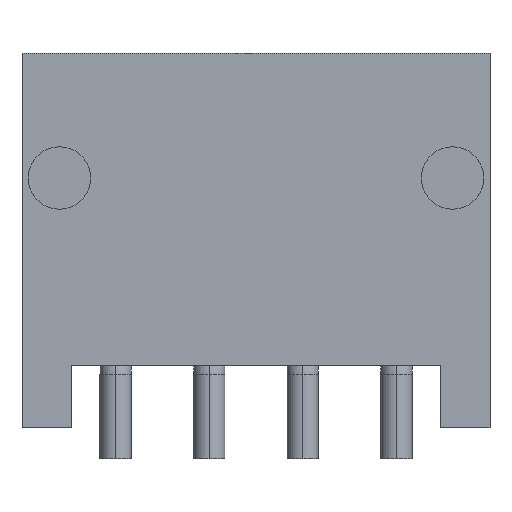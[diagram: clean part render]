
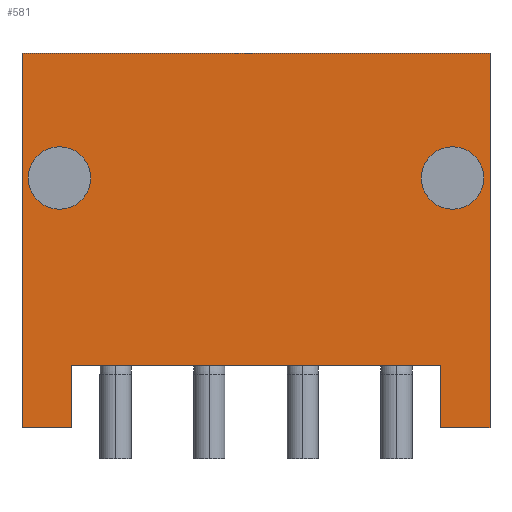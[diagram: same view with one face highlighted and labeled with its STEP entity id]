
A CAD part, front view. The second image highlights one B-rep face of the part: STEP entity #581.
In plain terms, the highlighted planar face has unit normal (0, -1, 0).
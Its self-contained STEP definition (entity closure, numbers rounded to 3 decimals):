
#7 = VERTEX_POINT ( 'NONE', #775 ) ;
#9 = EDGE_CURVE ( 'NONE', #10, #7, #774, .T. ) ;
#10 = VERTEX_POINT ( 'NONE', #769 ) ;
#210 = VERTEX_POINT ( 'NONE', #1480 ) ;
#212 = EDGE_CURVE ( 'NONE', #210, #233, #1539, .T. ) ;
#233 = VERTEX_POINT ( 'NONE', #1374 ) ;
#252 = VERTEX_POINT ( 'NONE', #1576 ) ;
#254 = EDGE_CURVE ( 'NONE', #255, #252, #1575, .T. ) ;
#255 = VERTEX_POINT ( 'NONE', #1571 ) ;
#299 = VERTEX_POINT ( 'NONE', #1627 ) ;
#301 = EDGE_CURVE ( 'NONE', #391, #299, #1625, .T. ) ;
#360 = ORIENTED_EDGE ( 'NONE', *, *, #361, .F. ) ;
#361 = EDGE_CURVE ( 'NONE', #255, #589, #1960, .T. ) ;
#362 = ORIENTED_EDGE ( 'NONE', *, *, #254, .T. ) ;
#363 = ORIENTED_EDGE ( 'NONE', *, *, #364, .T. ) ;
#364 = EDGE_CURVE ( 'NONE', #252, #365, #1956, .T. ) ;
#365 = VERTEX_POINT ( 'NONE', #1952 ) ;
#366 = ORIENTED_EDGE ( 'NONE', *, *, #367, .F. ) ;
#367 = EDGE_CURVE ( 'NONE', #368, #365, #1951, .T. ) ;
#368 = VERTEX_POINT ( 'NONE', #1947 ) ;
#369 = ORIENTED_EDGE ( 'NONE', *, *, #370, .F. ) ;
#370 = EDGE_CURVE ( 'NONE', #394, #368, #1946, .T. ) ;
#371 = ORIENTED_EDGE ( 'NONE', *, *, #393, .T. ) ;
#391 = VERTEX_POINT ( 'NONE', #1916 ) ;
#393 = EDGE_CURVE ( 'NONE', #394, #391, #2006, .T. ) ;
#394 = VERTEX_POINT ( 'NONE', #2002 ) ;
#564 = ORIENTED_EDGE ( 'NONE', *, *, #301, .T. ) ;
#565 = EDGE_LOOP ( 'NONE', ( #566, #568 ) ) ;
#566 = ORIENTED_EDGE ( 'NONE', *, *, #567, .F. ) ;
#567 = EDGE_CURVE ( 'NONE', #233, #210, #2364, .T. ) ;
#568 = ORIENTED_EDGE ( 'NONE', *, *, #212, .F. ) ;
#581 = ADVANCED_FACE ( 'NONE', ( #2449, #2448, #2447 ), #2432, .F. ) ;
#582 = EDGE_LOOP ( 'NONE', ( #583, #584 ) ) ;
#583 = ORIENTED_EDGE ( 'NONE', *, *, #9, .T. ) ;
#584 = ORIENTED_EDGE ( 'NONE', *, *, #585, .T. ) ;
#585 = EDGE_CURVE ( 'NONE', #7, #10, #2292, .T. ) ;
#586 = EDGE_LOOP ( 'NONE', ( #587, #360, #362, #363, #366, #369, #371, #564 ) ) ;
#587 = ORIENTED_EDGE ( 'NONE', *, *, #588, .F. ) ;
#588 = EDGE_CURVE ( 'NONE', #589, #299, #2287, .T. ) ;
#589 = VERTEX_POINT ( 'NONE', #2283 ) ;
#769 = CARTESIAN_POINT ( 'NONE',  ( -3.15, 0., 4.5 ) ) ;
#770 = DIRECTION ( 'NONE',  ( 0., 0., -1. ) ) ;
#771 = DIRECTION ( 'NONE',  ( 0., 1., 0. ) ) ;
#772 = CARTESIAN_POINT ( 'NONE',  ( -3.15, 0., 4. ) ) ;
#773 = AXIS2_PLACEMENT_3D ( 'NONE', #772, #771, #770 ) ;
#774 = CIRCLE ( 'NONE', #773, 0.5 ) ;
#775 = CARTESIAN_POINT ( 'NONE',  ( -3.15, 0., 3.5 ) ) ;
#1374 = CARTESIAN_POINT ( 'NONE',  ( 3.15, 0., 4.5 ) ) ;
#1480 = CARTESIAN_POINT ( 'NONE',  ( 3.15, 0., 3.5 ) ) ;
#1535 = DIRECTION ( 'NONE',  ( 0., 0., 1. ) ) ;
#1536 = DIRECTION ( 'NONE',  ( 0., -1., 0. ) ) ;
#1537 = CARTESIAN_POINT ( 'NONE',  ( 3.15, 0., 4. ) ) ;
#1538 = AXIS2_PLACEMENT_3D ( 'NONE', #1537, #1536, #1535 ) ;
#1539 = CIRCLE ( 'NONE', #1538, 0.5 ) ;
#1571 = CARTESIAN_POINT ( 'NONE',  ( -2.95, 0., 1. ) ) ;
#1572 = DIRECTION ( 'NONE',  ( 1., 0., 0. ) ) ;
#1573 = VECTOR ( 'NONE', #1572, 1000. ) ;
#1574 = CARTESIAN_POINT ( 'NONE',  ( -5.276, 0., 1. ) ) ;
#1575 = LINE ( 'NONE', #1574, #1573 ) ;
#1576 = CARTESIAN_POINT ( 'NONE',  ( 2.95, 0., 1. ) ) ;
#1622 = DIRECTION ( 'NONE',  ( 0., 0., -1. ) ) ;
#1623 = VECTOR ( 'NONE', #1622, 1000. ) ;
#1624 = CARTESIAN_POINT ( 'NONE',  ( -3.75, 0., 0. ) ) ;
#1625 = LINE ( 'NONE', #1624, #1623 ) ;
#1627 = CARTESIAN_POINT ( 'NONE',  ( -3.75, 0., 0. ) ) ;
#1916 = CARTESIAN_POINT ( 'NONE',  ( -3.75, 0., 6. ) ) ;
#1943 = DIRECTION ( 'NONE',  ( 0., 0., -1. ) ) ;
#1944 = VECTOR ( 'NONE', #1943, 1000. ) ;
#1945 = CARTESIAN_POINT ( 'NONE',  ( 3.75, 0., 0. ) ) ;
#1946 = LINE ( 'NONE', #1945, #1944 ) ;
#1947 = CARTESIAN_POINT ( 'NONE',  ( 3.75, 0., 0. ) ) ;
#1948 = DIRECTION ( 'NONE',  ( -1., 0., 0. ) ) ;
#1949 = VECTOR ( 'NONE', #1948, 1000. ) ;
#1950 = CARTESIAN_POINT ( 'NONE',  ( 3.75, 0., 0. ) ) ;
#1951 = LINE ( 'NONE', #1950, #1949 ) ;
#1952 = CARTESIAN_POINT ( 'NONE',  ( 2.95, 0., 0. ) ) ;
#1953 = DIRECTION ( 'NONE',  ( 0., 0., -1. ) ) ;
#1954 = VECTOR ( 'NONE', #1953, 1000. ) ;
#1955 = CARTESIAN_POINT ( 'NONE',  ( 2.95, 0., 1. ) ) ;
#1956 = LINE ( 'NONE', #1955, #1954 ) ;
#1957 = DIRECTION ( 'NONE',  ( 0., 0., -1. ) ) ;
#1958 = VECTOR ( 'NONE', #1957, 1000. ) ;
#1959 = CARTESIAN_POINT ( 'NONE',  ( -2.95, 0., 1. ) ) ;
#1960 = LINE ( 'NONE', #1959, #1958 ) ;
#2002 = CARTESIAN_POINT ( 'NONE',  ( 3.75, 0., 6. ) ) ;
#2003 = DIRECTION ( 'NONE',  ( -1., 0., 0. ) ) ;
#2004 = VECTOR ( 'NONE', #2003, 1000. ) ;
#2005 = CARTESIAN_POINT ( 'NONE',  ( 3.75, 0., 6. ) ) ;
#2006 = LINE ( 'NONE', #2005, #2004 ) ;
#2283 = CARTESIAN_POINT ( 'NONE',  ( -2.95, 0., 0. ) ) ;
#2284 = DIRECTION ( 'NONE',  ( -1., 0., 0. ) ) ;
#2285 = VECTOR ( 'NONE', #2284, 1000. ) ;
#2286 = CARTESIAN_POINT ( 'NONE',  ( 3.75, 0., 0. ) ) ;
#2287 = LINE ( 'NONE', #2286, #2285 ) ;
#2288 = DIRECTION ( 'NONE',  ( 0., 0., -1. ) ) ;
#2289 = DIRECTION ( 'NONE',  ( 0., 1., 0. ) ) ;
#2290 = CARTESIAN_POINT ( 'NONE',  ( -3.15, 0., 4. ) ) ;
#2291 = AXIS2_PLACEMENT_3D ( 'NONE', #2290, #2289, #2288 ) ;
#2292 = CIRCLE ( 'NONE', #2291, 0.5 ) ;
#2293 = DIRECTION ( 'NONE',  ( 0., 0., 1. ) ) ;
#2294 = DIRECTION ( 'NONE',  ( 0., 1., 0. ) ) ;
#2295 = CARTESIAN_POINT ( 'NONE',  ( 3.75, 0., 0. ) ) ;
#2296 = AXIS2_PLACEMENT_3D ( 'NONE', #2295, #2294, #2293 ) ;
#2360 = DIRECTION ( 'NONE',  ( 0., 0., 1. ) ) ;
#2361 = DIRECTION ( 'NONE',  ( 0., -1., 0. ) ) ;
#2362 = CARTESIAN_POINT ( 'NONE',  ( 3.15, 0., 4. ) ) ;
#2363 = AXIS2_PLACEMENT_3D ( 'NONE', #2362, #2361, #2360 ) ;
#2364 = CIRCLE ( 'NONE', #2363, 0.5 ) ;
#2432 = PLANE ( 'NONE',  #2296 ) ;
#2447 = FACE_BOUND ( 'NONE', #565, .T. ) ;
#2448 = FACE_OUTER_BOUND ( 'NONE', #586, .T. ) ;
#2449 = FACE_BOUND ( 'NONE', #582, .T. ) ;
